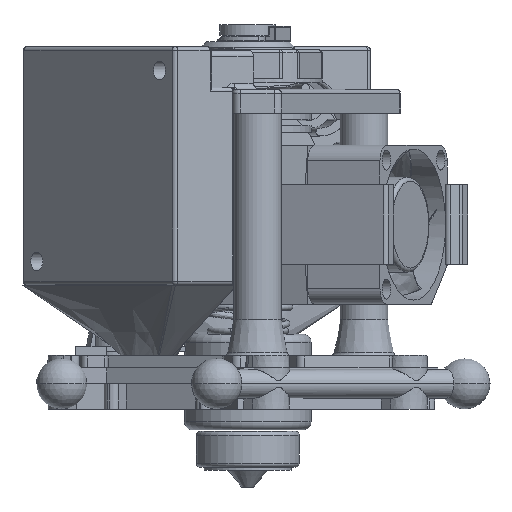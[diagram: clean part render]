
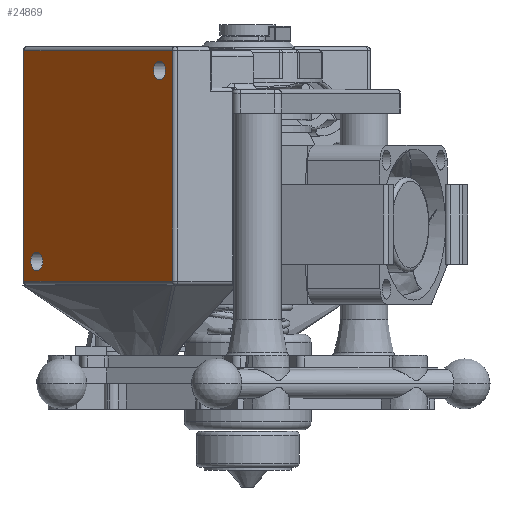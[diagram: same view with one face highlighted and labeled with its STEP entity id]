
A CAD part, left-side view. The second image highlights one B-rep face of the part: STEP entity #24869.
In plain terms, the highlighted face is planar.
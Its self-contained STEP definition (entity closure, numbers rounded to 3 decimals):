
#331=FACE_BOUND('',#4298,.T.);
#332=FACE_BOUND('',#4299,.T.);
#793=PLANE('',#28124);
#3050=FACE_OUTER_BOUND('',#4297,.T.);
#4297=EDGE_LOOP('',(#22189,#22190,#22191,#22192));
#4298=EDGE_LOOP('',(#22193));
#4299=EDGE_LOOP('',(#22194));
#6322=LINE('',#57450,#8564);
#6323=LINE('',#57452,#8565);
#6324=LINE('',#57454,#8566);
#6325=LINE('',#57455,#8567);
#8564=VECTOR('',#34027,28.982);
#8565=VECTOR('',#34028,28.982);
#8566=VECTOR('',#34029,28.982);
#8567=VECTOR('',#34030,28.982);
#10100=CIRCLE('',#28125,1.168);
#10101=CIRCLE('',#28126,1.168);
#13075=VERTEX_POINT('',#57448);
#13076=VERTEX_POINT('',#57449);
#13077=VERTEX_POINT('',#57451);
#13078=VERTEX_POINT('',#57453);
#13079=VERTEX_POINT('',#57456);
#13080=VERTEX_POINT('',#57458);
#17003=EDGE_CURVE('',#13075,#13076,#6322,.T.);
#17004=EDGE_CURVE('',#13076,#13077,#6323,.T.);
#17005=EDGE_CURVE('',#13077,#13078,#6324,.T.);
#17006=EDGE_CURVE('',#13078,#13075,#6325,.T.);
#17007=EDGE_CURVE('',#13079,#13079,#10100,.T.);
#17008=EDGE_CURVE('',#13080,#13080,#10101,.T.);
#22189=ORIENTED_EDGE('',*,*,#17003,.T.);
#22190=ORIENTED_EDGE('',*,*,#17004,.T.);
#22191=ORIENTED_EDGE('',*,*,#17005,.T.);
#22192=ORIENTED_EDGE('',*,*,#17006,.T.);
#22193=ORIENTED_EDGE('',*,*,#17007,.T.);
#22194=ORIENTED_EDGE('',*,*,#17008,.T.);
#24869=ADVANCED_FACE('',(#3050,#331,#332),#793,.T.);
#28124=AXIS2_PLACEMENT_3D('',#57447,#34025,#34026);
#28125=AXIS2_PLACEMENT_3D('',#57457,#34031,#34032);
#28126=AXIS2_PLACEMENT_3D('',#57459,#34033,#34034);
#34025=DIRECTION('center_axis',(0.,0.,1.));
#34026=DIRECTION('ref_axis',(1.,0.,0.));
#34027=DIRECTION('',(1.,0.,0.));
#34028=DIRECTION('',(0.,1.,0.));
#34029=DIRECTION('',(-1.,0.,0.));
#34030=DIRECTION('',(0.,-1.,0.));
#34031=DIRECTION('center_axis',(0.,0.,-1.));
#34032=DIRECTION('ref_axis',(1.,0.,0.));
#34033=DIRECTION('center_axis',(0.,0.,-1.));
#34034=DIRECTION('ref_axis',(1.,0.,0.));
#57447=CARTESIAN_POINT('Origin',(0.,-14.491,0.));
#57448=CARTESIAN_POINT('',(-14.491,-14.491,0.));
#57449=CARTESIAN_POINT('',(14.491,-14.491,0.));
#57450=CARTESIAN_POINT('',(-14.491,-14.491,0.));
#57451=CARTESIAN_POINT('',(14.491,14.491,0.));
#57452=CARTESIAN_POINT('',(14.491,-14.491,0.));
#57453=CARTESIAN_POINT('',(-14.491,14.491,0.));
#57454=CARTESIAN_POINT('',(14.491,14.491,0.));
#57455=CARTESIAN_POINT('',(-14.491,14.491,0.));
#57456=CARTESIAN_POINT('',(-13.168,-12.,0.));
#57457=CARTESIAN_POINT('Origin',(-12.,-12.,0.));
#57458=CARTESIAN_POINT('',(10.832,12.,0.));
#57459=CARTESIAN_POINT('Origin',(12.,12.,0.));
